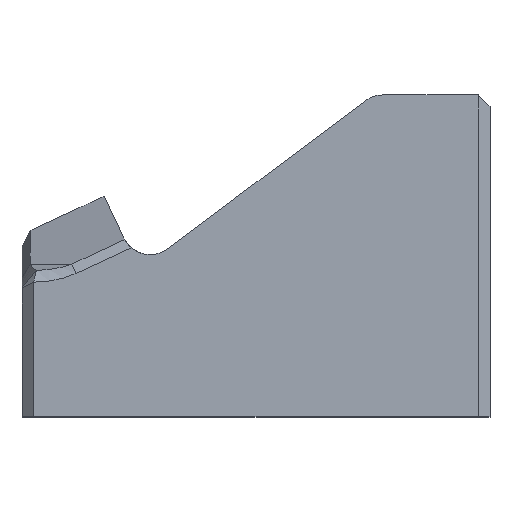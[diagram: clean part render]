
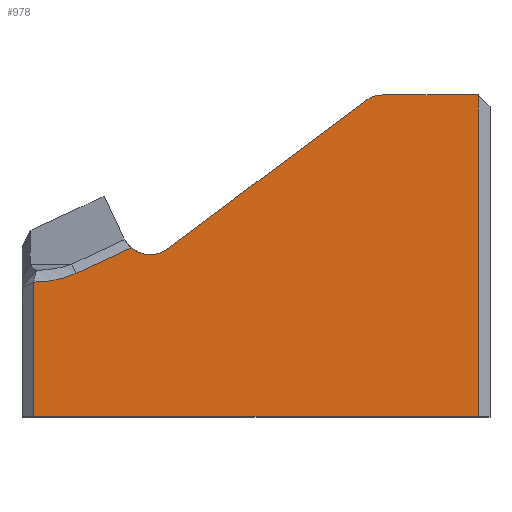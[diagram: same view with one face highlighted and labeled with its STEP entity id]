
A CAD part, top view. The second image highlights one B-rep face of the part: STEP entity #978.
In plain terms, the highlighted planar face has unit normal (0, 0, 1).
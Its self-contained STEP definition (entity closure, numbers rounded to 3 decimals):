
#16 = CARTESIAN_POINT ( 'NONE',  ( 4.986, 5.739, 6.1 ) ) ;
#18 = CARTESIAN_POINT ( 'NONE',  ( 0.4, 4.6, 6.1 ) ) ;
#28 = DIRECTION ( 'NONE',  ( -0.8, -0.6, 0. ) ) ;
#66 = CARTESIAN_POINT ( 'NONE',  ( -1.547, 3.317, 6.1 ) ) ;
#90 = CARTESIAN_POINT ( 'NONE',  ( 12.333, 10., 6.1 ) ) ;
#103 = DIRECTION ( 'NONE',  ( 0., 0., 1. ) ) ;
#153 = DIRECTION ( 'NONE',  ( 1., 0., 0. ) ) ;
#160 = ORIENTED_EDGE ( 'NONE', *, *, #1260, .T. ) ;
#178 = VECTOR ( 'NONE', #28, 1000. ) ;
#188 = VERTEX_POINT ( 'NONE', #538 ) ;
#226 = DIRECTION ( 'NONE',  ( -1., 0., 0. ) ) ;
#302 = LINE ( 'NONE', #1357, #178 ) ;
#305 = AXIS2_PLACEMENT_3D ( 'NONE', #90, #1693, #1548 ) ;
#366 = EDGE_CURVE ( 'NONE', #420, #887, #302, .T. ) ;
#383 = ORIENTED_EDGE ( 'NONE', *, *, #1527, .T. ) ;
#420 = VERTEX_POINT ( 'NONE', #1377 ) ;
#426 = EDGE_CURVE ( 'NONE', #1709, #1181, #1490, .T. ) ;
#442 = DIRECTION ( 'NONE',  ( 1., 0., 0. ) ) ;
#446 = ORIENTED_EDGE ( 'NONE', *, *, #1474, .T. ) ;
#473 = EDGE_CURVE ( 'NONE', #1181, #1695, #1648, .T. ) ;
#494 = DIRECTION ( 'NONE',  ( -0.906, -0.423, 0. ) ) ;
#505 = FACE_OUTER_BOUND ( 'NONE', #794, .T. ) ;
#508 = CARTESIAN_POINT ( 'NONE',  ( 15.6, 0., 6.1 ) ) ;
#538 = CARTESIAN_POINT ( 'NONE',  ( 1.85, 4.901, 6.1 ) ) ;
#544 = VERTEX_POINT ( 'NONE', #1395 ) ;
#547 = CARTESIAN_POINT ( 'NONE',  ( 0.4, 0., 6.1 ) ) ;
#622 = CARTESIAN_POINT ( 'NONE',  ( 0.923, 4.602, 6.1 ) ) ;
#628 = VECTOR ( 'NONE', #494, 1000. ) ;
#687 = DIRECTION ( 'NONE',  ( 0., -1., 0. ) ) ;
#766 = EDGE_CURVE ( 'NONE', #887, #1706, #1494, .T. ) ;
#778 = LINE ( 'NONE', #1023, #1255 ) ;
#794 = EDGE_LOOP ( 'NONE', ( #1040, #160, #1203, #446, #1137, #1676, #383, #924, #997 ) ) ;
#803 = AXIS2_PLACEMENT_3D ( 'NONE', #1708, #103, #1183 ) ;
#841 = AXIS2_PLACEMENT_3D ( 'NONE', #1489, #1345, #153 ) ;
#861 = CARTESIAN_POINT ( 'NONE',  ( 0.4, 0., 6.1 ) ) ;
#880 = LINE ( 'NONE', #66, #628 ) ;
#887 = VERTEX_POINT ( 'NONE', #16 ) ;
#889 = CARTESIAN_POINT ( 'NONE',  ( 1.44, 4.71, 6.1 ) ) ;
#912 = CARTESIAN_POINT ( 'NONE',  ( 16., 11., 6.1 ) ) ;
#923 = CARTESIAN_POINT ( 'NONE',  ( 12.333, 11., 6.1 ) ) ;
#924 = ORIENTED_EDGE ( 'NONE', *, *, #1638, .T. ) ;
#969 = EDGE_CURVE ( 'NONE', #544, #1104, #973, .T. ) ;
#973 = LINE ( 'NONE', #912, #1514 ) ;
#978 = ADVANCED_FACE ( 'NONE', ( #505 ), #1302, .T. ) ;
#997 = ORIENTED_EDGE ( 'NONE', *, *, #426, .T. ) ;
#1023 = CARTESIAN_POINT ( 'NONE',  ( 15.6, 11., 6.1 ) ) ;
#1039 = DIRECTION ( 'NONE',  ( 0., 1., 0. ) ) ;
#1040 = ORIENTED_EDGE ( 'NONE', *, *, #473, .T. ) ;
#1049 = CIRCLE ( 'NONE', #305, 1. ) ;
#1052 = B_SPLINE_CURVE_WITH_KNOTS ( 'NONE', 3,
 ( #1177, #889, #622, #1724 ),
 .UNSPECIFIED., .F., .F.,
 ( 4, 4 ),
 ( 0., 1. ),
 .UNSPECIFIED. ) ;
#1104 = VERTEX_POINT ( 'NONE', #923 ) ;
#1137 = ORIENTED_EDGE ( 'NONE', *, *, #366, .T. ) ;
#1166 = CARTESIAN_POINT ( 'NONE',  ( 3.735, 5.78, 6.1 ) ) ;
#1177 = CARTESIAN_POINT ( 'NONE',  ( 1.85, 4.901, 6.1 ) ) ;
#1181 = VERTEX_POINT ( 'NONE', #861 ) ;
#1183 = DIRECTION ( 'NONE',  ( 1., 0., 0. ) ) ;
#1203 = ORIENTED_EDGE ( 'NONE', *, *, #969, .T. ) ;
#1255 = VECTOR ( 'NONE', #1039, 1000. ) ;
#1260 = EDGE_CURVE ( 'NONE', #1695, #544, #778, .T. ) ;
#1270 = VECTOR ( 'NONE', #442, 1000. ) ;
#1302 = PLANE ( 'NONE',  #803 ) ;
#1345 = DIRECTION ( 'NONE',  ( 0., 0., -1. ) ) ;
#1357 = CARTESIAN_POINT ( 'NONE',  ( 12., 11., 6.1 ) ) ;
#1370 = CARTESIAN_POINT ( 'NONE',  ( 0., 0., 6.1 ) ) ;
#1377 = CARTESIAN_POINT ( 'NONE',  ( 11.733, 10.8, 6.1 ) ) ;
#1395 = CARTESIAN_POINT ( 'NONE',  ( 15.6, 11., 6.1 ) ) ;
#1411 = VECTOR ( 'NONE', #687, 1000. ) ;
#1474 = EDGE_CURVE ( 'NONE', #1104, #420, #1049, .T. ) ;
#1489 = CARTESIAN_POINT ( 'NONE',  ( 4.386, 6.539, 6.1 ) ) ;
#1490 = LINE ( 'NONE', #547, #1411 ) ;
#1494 = CIRCLE ( 'NONE', #841, 1. ) ;
#1514 = VECTOR ( 'NONE', #226, 1000. ) ;
#1527 = EDGE_CURVE ( 'NONE', #1706, #188, #880, .T. ) ;
#1548 = DIRECTION ( 'NONE',  ( 1., 0., 0. ) ) ;
#1638 = EDGE_CURVE ( 'NONE', #188, #1709, #1052, .T. ) ;
#1648 = LINE ( 'NONE', #1370, #1270 ) ;
#1676 = ORIENTED_EDGE ( 'NONE', *, *, #766, .T. ) ;
#1693 = DIRECTION ( 'NONE',  ( 0., 0., 1. ) ) ;
#1695 = VERTEX_POINT ( 'NONE', #508 ) ;
#1706 = VERTEX_POINT ( 'NONE', #1166 ) ;
#1708 = CARTESIAN_POINT ( 'NONE',  ( 0., 0., 6.1 ) ) ;
#1709 = VERTEX_POINT ( 'NONE', #18 ) ;
#1724 = CARTESIAN_POINT ( 'NONE',  ( 0.4, 4.6, 6.1 ) ) ;
